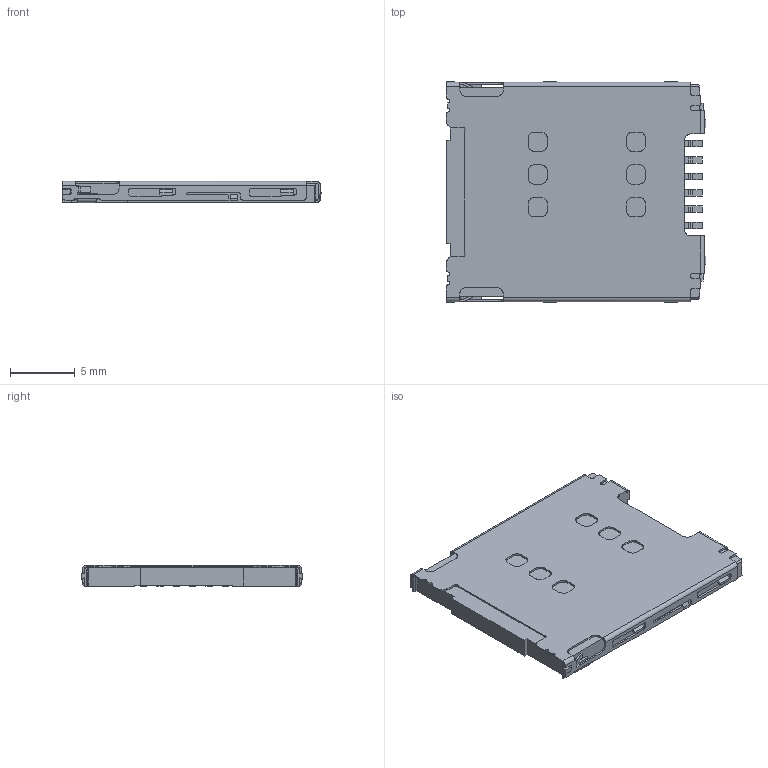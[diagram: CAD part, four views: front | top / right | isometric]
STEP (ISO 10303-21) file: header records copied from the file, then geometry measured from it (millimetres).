
FILE_DESCRIPTION (( 'STEP AP214' ), '1' );
FILE_NAME ('57++FMS006-3810-0.STEP', '2020-06-12T17:28:35', ( '' ), ( '' ), 'SwSTEP 2.0', 'SolidWorks 2018', '' );
FILE_SCHEMA (( 'AUTOMOTIVE_DESIGN' ));
Length unit declared in the file: millimetre
Products named in the file (2): 57++FMS006-3810-0
Bounding box: 20.1 x 17.1 x 1.65 mm (x, y, z)
Surface area: 876.6 mm2 (no closed solid volume)
Topology: 0 solids, 4 shells, 646 faces, 1852 edges, 1202 vertices
Faces by surface type: bspline 646
Entity records: 20769 total; most frequent: CARTESIAN_POINT 9835, ORIENTED_EDGE 3692, EDGE_CURVE 1852, B_SPLINE_CURVE_WITH_KNOTS 1662, VERTEX_POINT 1202, EDGE_LOOP 682, ADVANCED_FACE 646, FACE_OUTER_BOUND 646
